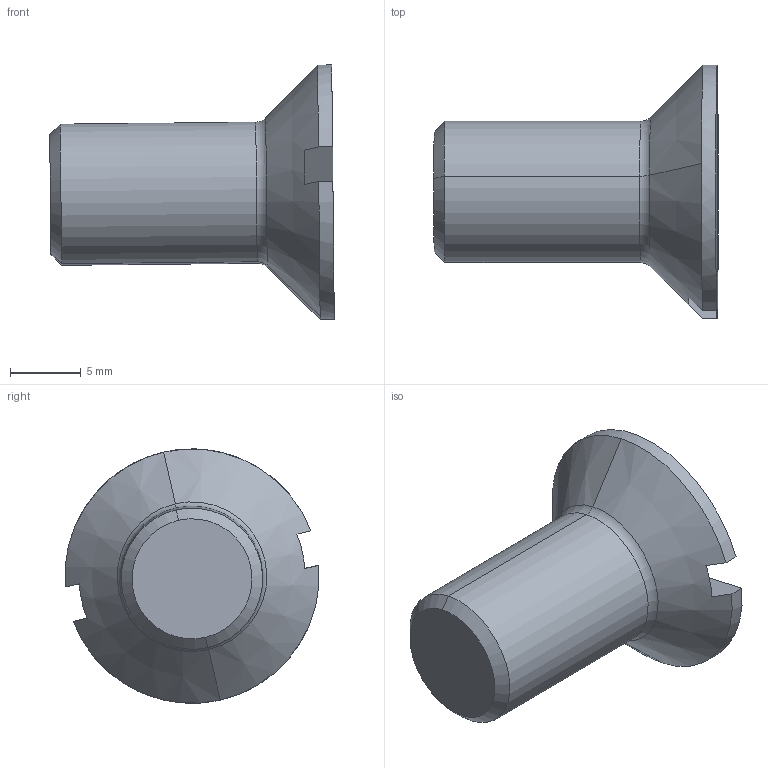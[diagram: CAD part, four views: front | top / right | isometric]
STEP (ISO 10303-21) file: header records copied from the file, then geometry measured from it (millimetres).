
FILE_DESCRIPTION(('CoCreate Modeling STEP Export'),'2;1');
FILE_NAME('s5.stp','2011-05-24T10:33:25',(''),(''),'CoCreate Modeling STEP processor for AP214 (Solid Model)','CoCreate Modeling 18.0P1120 20-Nov-2010 (C) Parametric Technology GmbH','');
FILE_SCHEMA(('AUTOMOTIVE_DESIGN { 1 0 10303 214 1 1 1 1 }'));
Length unit declared in the file: millimetre
Products named in the file (2): SCREW_DIN963.PRT; SCREW_DIN963.PRT.53
Assembly tree (1 placements, depth 2):
  SCREW_DIN963.PRT.53
    SCREW_DIN963.PRT
Bounding box: 20.13 x 17.95 x 17.99 mm (x, y, z)
Volume: 1970.2 mm3; surface area: 1146 mm2
Topology: 1 solids, 1 shells, 16 faces, 36 edges, 22 vertices
Faces by surface type: plane 6, cylinder 4, cone 4, torus 2
Entity records: 605 total; most frequent: CARTESIAN_POINT 90, DIRECTION 74, ORIENTED_EDGE 72, EDGE_CURVE 36, AXIS2_PLACEMENT_3D 30, VERTEX_POINT 22, COLOUR_RGB 17, FILL_AREA_STYLE_COLOUR 17
